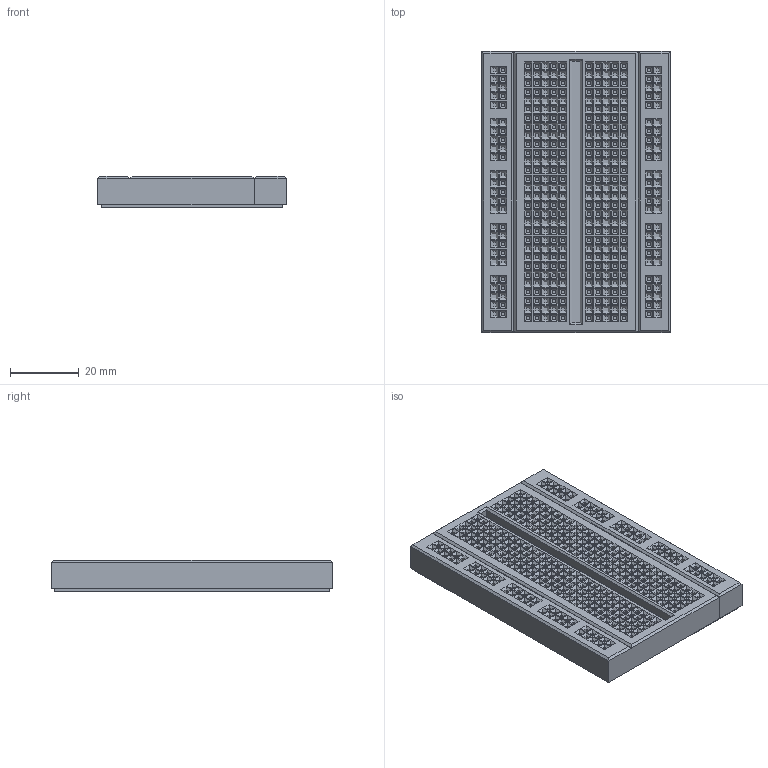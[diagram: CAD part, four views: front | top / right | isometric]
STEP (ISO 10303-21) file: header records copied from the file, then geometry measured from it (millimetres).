
FILE_DESCRIPTION(/* description */ (''),/* implementation_level */ '2;1');
FILE_NAME(/* name */ 'breadboard-84x55.step',/* time_stamp */ '2025-08-21T16:56:26-07:00',/* author */ (''),/* organization */ (''),/* preprocessor_version */ 'ST-DEVELOPER v20.1',/* originating_system */ 'Autodesk Translation Framework v14.10.0.0',/* authorisation */ '');
FILE_SCHEMA (('AUTOMOTIVE_DESIGN { 1 0 10303 214 3 1 1 }'));
Products named in the file (1): breadboard-84x55
Bounding box: 55 x 82 x 9.3 mm (x, y, z)
Volume: 37232.1 mm3; surface area: 33860.6 mm2
Topology: 2 solids, 2 shells, 3641 faces, 8090 edges, 4854 vertices
Faces by surface type: plane 3641
Entity records: 96326 total; most frequent: CARTESIAN_POINT 16586, ORIENTED_EDGE 16180, DIRECTION 15374, LINE 8090, VECTOR 8090, EDGE_CURVE 8090, VERTEX_POINT 4854, EDGE_LOOP 4042
